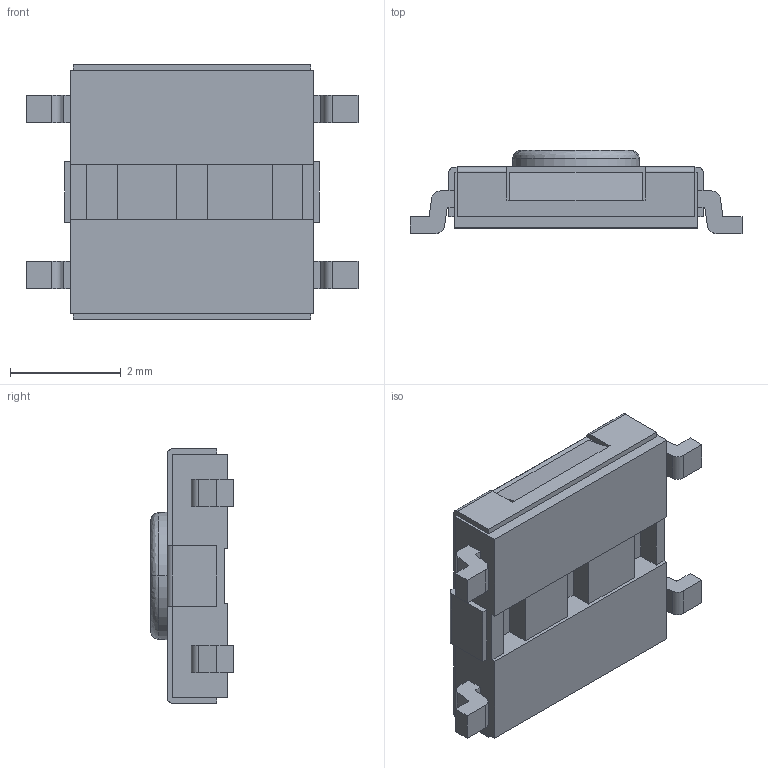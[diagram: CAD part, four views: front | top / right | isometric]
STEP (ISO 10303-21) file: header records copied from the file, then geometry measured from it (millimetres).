
FILE_DESCRIPTION (( 'STEP AP214' ), '1' );
FILE_NAME ('TL3313AF160QG.STEP', '2023-03-07T06:11:09', ( '' ), ( '' ), 'SwSTEP 2.0', 'SolidWorks 2017', '' );
FILE_SCHEMA (( 'AUTOMOTIVE_DESIGN' ));
Length unit declared in the file: millimetre
Products named in the file (2): TL3313AF160QG_TL3313AF160QG; TL3313AF160QG
Assembly tree (1 placements, depth 2):
  TL3313AF160QG
    TL3313AF160QG_TL3313AF160QG
Bounding box: 6 x 1.5 x 4.6 mm (x, y, z)
Volume: 18.8 mm3; surface area: 116.6 mm2
Topology: 1 solids, 2 shells, 202 faces, 573 edges, 376 vertices
Faces by surface type: plane 138, cylinder 45, bspline 8, cone 7, torus 4
Entity records: 8093 total; most frequent: CARTESIAN_POINT 2861, ORIENTED_EDGE 1134, DIRECTION 1002, EDGE_CURVE 567, LINE 402, VECTOR 402, VERTEX_POINT 376, AXIS2_PLACEMENT_3D 300
